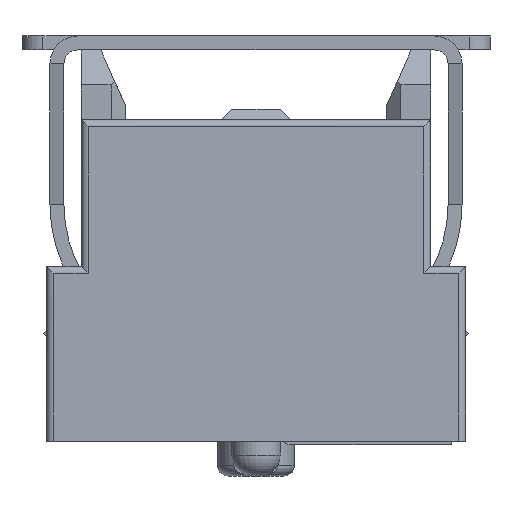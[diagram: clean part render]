
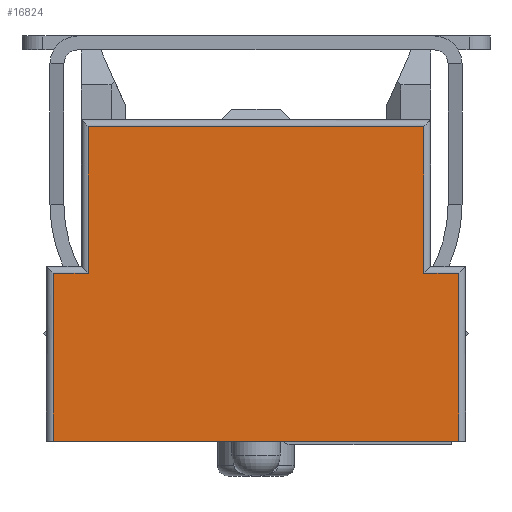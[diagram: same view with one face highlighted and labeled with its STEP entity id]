
A CAD part, left-side view. The second image highlights one B-rep face of the part: STEP entity #16824.
In plain terms, the highlighted planar face has unit normal (-1, 0, 0).
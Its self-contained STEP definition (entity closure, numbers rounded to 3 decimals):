
#1210=ORIENTED_EDGE('',*,*,#5630,.T.);
#1211=ORIENTED_EDGE('',*,*,#6192,.T.);
#1212=ORIENTED_EDGE('',*,*,#6193,.T.);
#1213=ORIENTED_EDGE('',*,*,#6194,.T.);
#1214=ORIENTED_EDGE('',*,*,#6195,.T.);
#1215=ORIENTED_EDGE('',*,*,#6196,.T.);
#1216=ORIENTED_EDGE('',*,*,#6197,.T.);
#1217=ORIENTED_EDGE('',*,*,#6198,.T.);
#5630=EDGE_CURVE('',#8138,#8137,#9736,.T.);
#6192=EDGE_CURVE('',#8137,#8673,#10295,.T.);
#6193=EDGE_CURVE('',#8673,#8674,#10296,.F.);
#6194=EDGE_CURVE('',#8674,#8675,#10297,.F.);
#6195=EDGE_CURVE('',#8675,#8676,#10298,.T.);
#6196=EDGE_CURVE('',#8676,#8677,#10299,.T.);
#6197=EDGE_CURVE('',#8677,#8678,#10300,.F.);
#6198=EDGE_CURVE('',#8678,#8138,#10301,.F.);
#8137=VERTEX_POINT('',#23557);
#8138=VERTEX_POINT('',#23559);
#8673=VERTEX_POINT('',#24673);
#8674=VERTEX_POINT('',#24675);
#8675=VERTEX_POINT('',#24677);
#8676=VERTEX_POINT('',#24679);
#8677=VERTEX_POINT('',#24681);
#8678=VERTEX_POINT('',#24683);
#9736=LINE('',#23558,#11986);
#10295=LINE('',#24672,#12545);
#10296=LINE('',#24674,#12546);
#10297=LINE('',#24676,#12547);
#10298=LINE('',#24678,#12548);
#10299=LINE('',#24680,#12549);
#10300=LINE('',#24682,#12550);
#10301=LINE('',#24684,#12551);
#11986=VECTOR('',#18935,1000.);
#12545=VECTOR('',#19534,1000.);
#12546=VECTOR('',#19535,1000.);
#12547=VECTOR('',#19536,1000.);
#12548=VECTOR('',#19537,1000.);
#12549=VECTOR('',#19538,1000.);
#12550=VECTOR('',#19539,1000.);
#12551=VECTOR('',#19540,1000.);
#14275=EDGE_LOOP('',(#1210,#1211,#1212,#1213,#1214,#1215,#1216,#1217));
#15202=FACE_BOUND('',#14275,.T.);
#16081=PLANE('',#17745);
#16824=ADVANCED_FACE('',(#15202),#16081,.F.);
#17745=AXIS2_PLACEMENT_3D('',#24671,#19532,#19533);
#18935=DIRECTION('',(0.,-1.,0.));
#19532=DIRECTION('',(1.,0.,0.));
#19533=DIRECTION('',(0.,0.,-1.));
#19534=DIRECTION('',(0.,0.,1.));
#19535=DIRECTION('',(0.,-1.,0.));
#19536=DIRECTION('',(0.,0.,-1.));
#19537=DIRECTION('',(0.,1.,0.));
#19538=DIRECTION('',(0.,0.,-1.));
#19539=DIRECTION('',(0.,-1.,0.));
#19540=DIRECTION('',(0.,0.,1.));
#23557=CARTESIAN_POINT('',(-10.9,-2.9,-0.2));
#23558=CARTESIAN_POINT('',(-10.9,3.,-0.2));
#23559=CARTESIAN_POINT('',(-10.9,2.9,-0.2));
#24671=CARTESIAN_POINT('',(-10.9,2.5,5.4));
#24672=CARTESIAN_POINT('',(-10.9,-2.9,2.3));
#24673=CARTESIAN_POINT('',(-10.9,-2.9,2.2));
#24674=CARTESIAN_POINT('',(-10.9,-2.5,2.2));
#24675=CARTESIAN_POINT('',(-10.9,-2.4,2.2));
#24676=CARTESIAN_POINT('',(-10.9,-2.4,5.4));
#24677=CARTESIAN_POINT('',(-10.9,-2.4,4.3));
#24678=CARTESIAN_POINT('',(-10.9,2.5,4.3));
#24679=CARTESIAN_POINT('',(-10.9,2.4,4.3));
#24680=CARTESIAN_POINT('',(-10.9,2.4,5.4));
#24681=CARTESIAN_POINT('',(-10.9,2.4,2.2));
#24682=CARTESIAN_POINT('',(-10.9,3.,2.2));
#24683=CARTESIAN_POINT('',(-10.9,2.9,2.2));
#24684=CARTESIAN_POINT('',(-10.9,2.9,-0.2));
